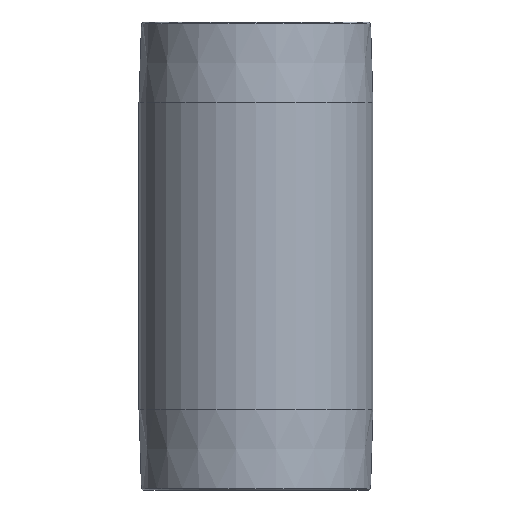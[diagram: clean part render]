
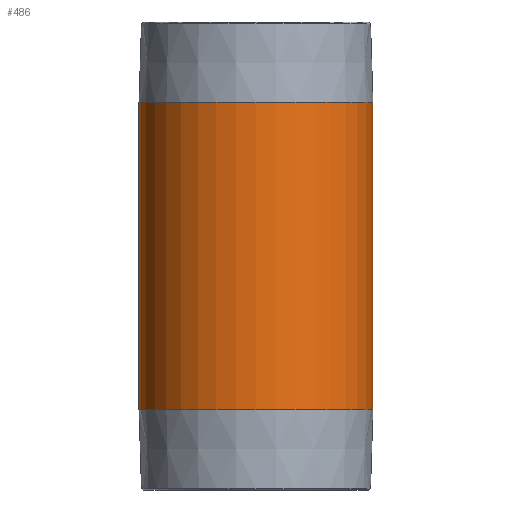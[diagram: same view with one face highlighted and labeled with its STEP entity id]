
A CAD part, front view. The second image highlights one B-rep face of the part: STEP entity #486.
In plain terms, the highlighted cylindrical face has radius 50.8 mm (diameter 101.6 mm), a partial arc.
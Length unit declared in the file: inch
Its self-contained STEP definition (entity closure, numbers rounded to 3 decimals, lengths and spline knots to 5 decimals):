
#2 = CIRCLE ( 'NONE', #95, 2. ) ;
#48 = CARTESIAN_POINT ( 'NONE',  ( 0., 0., 8. ) ) ;
#53 = EDGE_CURVE ( 'NONE', #359, #495, #337, .T. ) ;
#54 = CYLINDRICAL_SURFACE ( 'NONE', #350, 2. ) ;
#75 = VERTEX_POINT ( 'NONE', #182 ) ;
#95 = AXIS2_PLACEMENT_3D ( 'NONE', #192, #240, #361 ) ;
#117 = CARTESIAN_POINT ( 'NONE',  ( 2., 0., 6.625 ) ) ;
#146 = DIRECTION ( 'NONE',  ( -1., 0., 0. ) ) ;
#164 = EDGE_CURVE ( 'NONE', #414, #75, #275, .T. ) ;
#173 = EDGE_CURVE ( 'NONE', #75, #495, #385, .T. ) ;
#182 = CARTESIAN_POINT ( 'NONE',  ( 2., 0., 1.375 ) ) ;
#192 = CARTESIAN_POINT ( 'NONE',  ( 0., 0., 6.625 ) ) ;
#204 = ORIENTED_EDGE ( 'NONE', *, *, #173, .F. ) ;
#219 = EDGE_CURVE ( 'NONE', #414, #359, #2, .T. ) ;
#222 = CARTESIAN_POINT ( 'NONE',  ( -2., 0., 8. ) ) ;
#240 = DIRECTION ( 'NONE',  ( 0., 0., -1. ) ) ;
#250 = DIRECTION ( 'NONE',  ( 0., 0., -1. ) ) ;
#263 = ORIENTED_EDGE ( 'NONE', *, *, #219, .T. ) ;
#267 = ORIENTED_EDGE ( 'NONE', *, *, #164, .F. ) ;
#275 = LINE ( 'NONE', #484, #293 ) ;
#278 = CARTESIAN_POINT ( 'NONE',  ( 0., 0., 1.375 ) ) ;
#281 = DIRECTION ( 'NONE',  ( 0., 0., -1. ) ) ;
#290 = CARTESIAN_POINT ( 'NONE',  ( -2., 0., 6.625 ) ) ;
#293 = VECTOR ( 'NONE', #448, 39.37008 ) ;
#337 = LINE ( 'NONE', #222, #503 ) ;
#344 = FACE_OUTER_BOUND ( 'NONE', #480, .T. ) ;
#350 = AXIS2_PLACEMENT_3D ( 'NONE', #48, #391, #393 ) ;
#359 = VERTEX_POINT ( 'NONE', #290 ) ;
#361 = DIRECTION ( 'NONE',  ( -1., 0., 0. ) ) ;
#385 = CIRCLE ( 'NONE', #546, 2. ) ;
#391 = DIRECTION ( 'NONE',  ( 0., 0., -1. ) ) ;
#393 = DIRECTION ( 'NONE',  ( -1., 0., 0. ) ) ;
#395 = CARTESIAN_POINT ( 'NONE',  ( -2., 0., 1.375 ) ) ;
#414 = VERTEX_POINT ( 'NONE', #117 ) ;
#448 = DIRECTION ( 'NONE',  ( 0., 0., -1. ) ) ;
#480 = EDGE_LOOP ( 'NONE', ( #267, #263, #542, #204 ) ) ;
#484 = CARTESIAN_POINT ( 'NONE',  ( 2., 0., 8. ) ) ;
#486 = ADVANCED_FACE ( 'NONE', ( #344 ), #54, .T. ) ;
#495 = VERTEX_POINT ( 'NONE', #395 ) ;
#503 = VECTOR ( 'NONE', #250, 39.37008 ) ;
#542 = ORIENTED_EDGE ( 'NONE', *, *, #53, .T. ) ;
#546 = AXIS2_PLACEMENT_3D ( 'NONE', #278, #281, #146 ) ;
